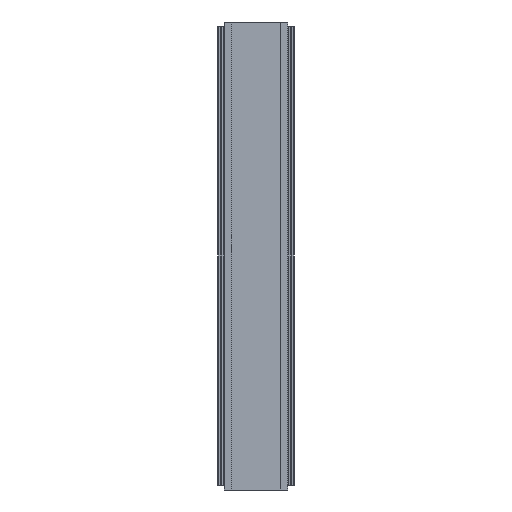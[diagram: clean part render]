
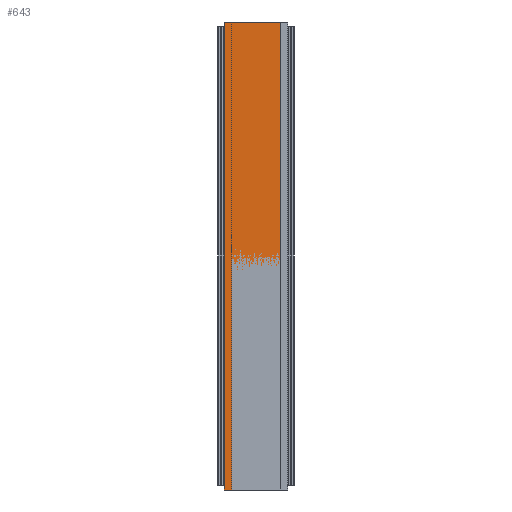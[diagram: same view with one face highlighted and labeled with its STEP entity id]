
A CAD part, front view. The second image highlights one B-rep face of the part: STEP entity #643.
In plain terms, the highlighted planar face has unit normal (0, -1, 0).
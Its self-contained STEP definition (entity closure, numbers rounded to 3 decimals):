
#26 = EDGE_CURVE ( 'NONE', #3312, #1421, #2144, .T. ) ;
#261 = EDGE_LOOP ( 'NONE', ( #11569, #3011, #10802, #6055 ) ) ;
#273 = CARTESIAN_POINT ( 'NONE',  ( -1225., 0., 146.85 ) ) ;
#643 = ADVANCED_FACE ( 'NONE', ( #11372 ), #2886, .F. ) ;
#1011 = LINE ( 'NONE', #2349, #4501 ) ;
#1161 = DIRECTION ( 'NONE',  ( 0., 0., -1. ) ) ;
#1421 = VERTEX_POINT ( 'NONE', #1627 ) ;
#1627 = CARTESIAN_POINT ( 'NONE',  ( -1225., 0., 146.85 ) ) ;
#1773 = DIRECTION ( 'NONE',  ( -1., 0., 0. ) ) ;
#1787 = EDGE_CURVE ( 'NONE', #3670, #10601, #1011, .T. ) ;
#1984 = VECTOR ( 'NONE', #1161, 1000. ) ;
#2144 = LINE ( 'NONE', #7600, #4547 ) ;
#2349 = CARTESIAN_POINT ( 'NONE',  ( 1225., 0., -146.85 ) ) ;
#2886 = PLANE ( 'NONE',  #3818 ) ;
#3011 = ORIENTED_EDGE ( 'NONE', *, *, #1787, .F. ) ;
#3056 = EDGE_CURVE ( 'NONE', #1421, #10601, #6297, .T. ) ;
#3198 = LINE ( 'NONE', #4119, #1984 ) ;
#3312 = VERTEX_POINT ( 'NONE', #3523 ) ;
#3523 = CARTESIAN_POINT ( 'NONE',  ( 1225., 0., 146.85 ) ) ;
#3670 = VERTEX_POINT ( 'NONE', #11765 ) ;
#3818 = AXIS2_PLACEMENT_3D ( 'NONE', #10694, #5134, #7994 ) ;
#4119 = CARTESIAN_POINT ( 'NONE',  ( 1225., 0., 146.85 ) ) ;
#4421 = DIRECTION ( 'NONE',  ( -1., 0., 0. ) ) ;
#4501 = VECTOR ( 'NONE', #4421, 1000. ) ;
#4547 = VECTOR ( 'NONE', #1773, 1000. ) ;
#5134 = DIRECTION ( 'NONE',  ( 0., 1., 0. ) ) ;
#5425 = EDGE_CURVE ( 'NONE', #3312, #3670, #3198, .T. ) ;
#6055 = ORIENTED_EDGE ( 'NONE', *, *, #26, .T. ) ;
#6297 = LINE ( 'NONE', #273, #8259 ) ;
#7600 = CARTESIAN_POINT ( 'NONE',  ( 1225., 0., 146.85 ) ) ;
#7994 = DIRECTION ( 'NONE',  ( 0., 0., 1. ) ) ;
#8259 = VECTOR ( 'NONE', #12060, 1000. ) ;
#10601 = VERTEX_POINT ( 'NONE', #11500 ) ;
#10694 = CARTESIAN_POINT ( 'NONE',  ( 1225., 0., 146.85 ) ) ;
#10802 = ORIENTED_EDGE ( 'NONE', *, *, #5425, .F. ) ;
#11372 = FACE_OUTER_BOUND ( 'NONE', #261, .T. ) ;
#11500 = CARTESIAN_POINT ( 'NONE',  ( -1225., 0., -146.85 ) ) ;
#11569 = ORIENTED_EDGE ( 'NONE', *, *, #3056, .T. ) ;
#11765 = CARTESIAN_POINT ( 'NONE',  ( 1225., 0., -146.85 ) ) ;
#12060 = DIRECTION ( 'NONE',  ( 0., 0., -1. ) ) ;
